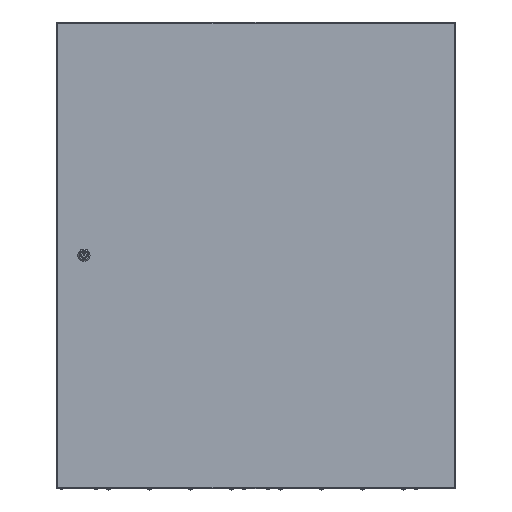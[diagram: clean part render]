
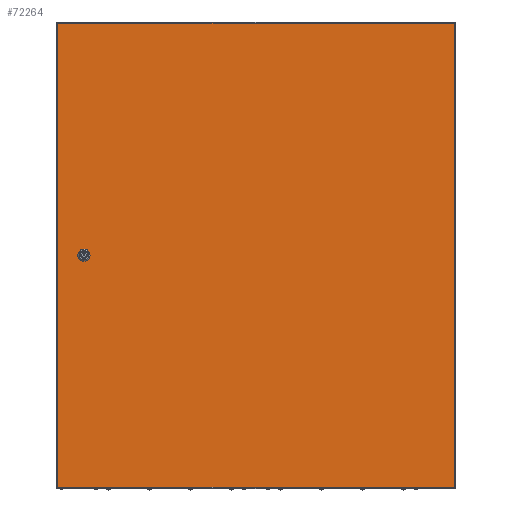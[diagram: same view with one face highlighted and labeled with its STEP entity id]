
A CAD part, top view. The second image highlights one B-rep face of the part: STEP entity #72264.
In plain terms, the highlighted planar face has unit normal (0, 0, 1).
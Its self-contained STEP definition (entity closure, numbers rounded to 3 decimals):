
#34 = DIRECTION ( 'NONE',  ( -1., 0., 0. ) ) ;
#3141 = EDGE_CURVE ( 'NONE', #50930, #50489, #65552, .T. ) ;
#4239 = EDGE_CURVE ( 'NONE', #68381, #58757, #61513, .T. ) ;
#6284 = ORIENTED_EDGE ( 'NONE', *, *, #79304, .T. ) ;
#8219 = ORIENTED_EDGE ( 'NONE', *, *, #10319, .F. ) ;
#9114 = CIRCLE ( 'NONE', #48982, 11.25 ) ;
#9958 = CARTESIAN_POINT ( 'NONE',  ( 0., 0., 17.5 ) ) ;
#10319 = EDGE_CURVE ( 'NONE', #68711, #22965, #16264, .T. ) ;
#10501 = DIRECTION ( 'NONE',  ( 0., 1., 0. ) ) ;
#10585 = CARTESIAN_POINT ( 'NONE',  ( 62.87, 535., 17.5 ) ) ;
#10646 = CARTESIAN_POINT ( 'NONE',  ( 2.87, 1067., 17.5 ) ) ;
#11386 = VECTOR ( 'NONE', #62547, 1000. ) ;
#11723 = ORIENTED_EDGE ( 'NONE', *, *, #28787, .F. ) ;
#11975 = CARTESIAN_POINT ( 'NONE',  ( 62.87, 535., 17.5 ) ) ;
#13074 = DIRECTION ( 'NONE',  ( 1., 0., 0. ) ) ;
#14096 = DIRECTION ( 'NONE',  ( 1., 0., 0. ) ) ;
#15668 = CARTESIAN_POINT ( 'NONE',  ( 2.87, 3., 17.5 ) ) ;
#16024 = DIRECTION ( 'NONE',  ( 1., 0., 0. ) ) ;
#16250 = FACE_BOUND ( 'NONE', #31633, .T. ) ;
#16264 = CIRCLE ( 'NONE', #24195, 11.25 ) ;
#16819 = CARTESIAN_POINT ( 'NONE',  ( 52.82, 529.944, 17.5 ) ) ;
#17834 = CARTESIAN_POINT ( 'NONE',  ( 2.87, 1067., 17.5 ) ) ;
#19097 = EDGE_CURVE ( 'NONE', #50489, #68711, #55826, .T. ) ;
#19125 = VECTOR ( 'NONE', #13074, 1000. ) ;
#21183 = VECTOR ( 'NONE', #34, 1000. ) ;
#22965 = VERTEX_POINT ( 'NONE', #52034 ) ;
#23531 = VERTEX_POINT ( 'NONE', #59090 ) ;
#24195 = AXIS2_PLACEMENT_3D ( 'NONE', #11975, #31108, #46038 ) ;
#24314 = VECTOR ( 'NONE', #41486, 1000. ) ;
#26500 = AXIS2_PLACEMENT_3D ( 'NONE', #45693, #71069, #14096 ) ;
#27428 = EDGE_CURVE ( 'NONE', #33737, #49339, #37662, .T. ) ;
#28512 = ORIENTED_EDGE ( 'NONE', *, *, #27428, .F. ) ;
#28787 = EDGE_CURVE ( 'NONE', #22965, #45339, #37175, .T. ) ;
#29127 = PLANE ( 'NONE',  #48871 ) ;
#30070 = CARTESIAN_POINT ( 'NONE',  ( 72.92, 529.944, 17.5 ) ) ;
#30201 = CARTESIAN_POINT ( 'NONE',  ( 67.926, 545.05, 17.5 ) ) ;
#30693 = LINE ( 'NONE', #17834, #77962 ) ;
#31108 = DIRECTION ( 'NONE',  ( 0., 0., 1. ) ) ;
#31633 = EDGE_LOOP ( 'NONE', ( #35342, #55559, #48105, #28512, #75851, #11723, #8219, #55273 ) ) ;
#33737 = VERTEX_POINT ( 'NONE', #76807 ) ;
#33813 = EDGE_CURVE ( 'NONE', #66140, #50930, #59303, .T. ) ;
#35021 = AXIS2_PLACEMENT_3D ( 'NONE', #45326, #46131, #71503 ) ;
#35078 = ORIENTED_EDGE ( 'NONE', *, *, #4239, .T. ) ;
#35342 = ORIENTED_EDGE ( 'NONE', *, *, #3141, .F. ) ;
#35988 = DIRECTION ( 'NONE',  ( 0., 0., 1. ) ) ;
#37175 = LINE ( 'NONE', #16819, #11386 ) ;
#37662 = LINE ( 'NONE', #38871, #19125 ) ;
#37793 = CARTESIAN_POINT ( 'NONE',  ( 57.814, 545.05, 17.5 ) ) ;
#38871 = CARTESIAN_POINT ( 'NONE',  ( 67.926, 524.95, 17.5 ) ) ;
#38962 = VECTOR ( 'NONE', #16024, 1000. ) ;
#41486 = DIRECTION ( 'NONE',  ( 0., 1., 0. ) ) ;
#42001 = FACE_OUTER_BOUND ( 'NONE', #55478, .T. ) ;
#42037 = CARTESIAN_POINT ( 'NONE',  ( 912.37, 1067., 17.5 ) ) ;
#42707 = CARTESIAN_POINT ( 'NONE',  ( 912.37, 1067., 17.5 ) ) ;
#43601 = DIRECTION ( 'NONE',  ( 0., -1., 0. ) ) ;
#44806 = CARTESIAN_POINT ( 'NONE',  ( 72.92, 529.944, 17.5 ) ) ;
#44877 = EDGE_CURVE ( 'NONE', #49339, #66140, #9114, .T. ) ;
#45326 = CARTESIAN_POINT ( 'NONE',  ( 62.87, 535., 17.5 ) ) ;
#45339 = VERTEX_POINT ( 'NONE', #57775 ) ;
#45693 = CARTESIAN_POINT ( 'NONE',  ( 62.87, 535., 17.5 ) ) ;
#46038 = DIRECTION ( 'NONE',  ( 1., 0., 0. ) ) ;
#46131 = DIRECTION ( 'NONE',  ( 0., 0., 1. ) ) ;
#47203 = VECTOR ( 'NONE', #10501, 1000. ) ;
#47611 = LINE ( 'NONE', #53026, #38962 ) ;
#48105 = ORIENTED_EDGE ( 'NONE', *, *, #44877, .F. ) ;
#48871 = AXIS2_PLACEMENT_3D ( 'NONE', #9958, #49456, #66572 ) ;
#48982 = AXIS2_PLACEMENT_3D ( 'NONE', #10585, #35988, #80478 ) ;
#49339 = VERTEX_POINT ( 'NONE', #67966 ) ;
#49456 = DIRECTION ( 'NONE',  ( 0., 0., 1. ) ) ;
#50489 = VERTEX_POINT ( 'NONE', #30201 ) ;
#50930 = VERTEX_POINT ( 'NONE', #65333 ) ;
#51374 = VECTOR ( 'NONE', #43601, 1000. ) ;
#52034 = CARTESIAN_POINT ( 'NONE',  ( 52.82, 540.056, 17.5 ) ) ;
#53026 = CARTESIAN_POINT ( 'NONE',  ( 2.87, 3., 17.5 ) ) ;
#53943 = VERTEX_POINT ( 'NONE', #42037 ) ;
#55273 = ORIENTED_EDGE ( 'NONE', *, *, #19097, .F. ) ;
#55478 = EDGE_LOOP ( 'NONE', ( #35078, #60470, #70731, #6284 ) ) ;
#55559 = ORIENTED_EDGE ( 'NONE', *, *, #33813, .F. ) ;
#55826 = LINE ( 'NONE', #63730, #21183 ) ;
#56872 = DIRECTION ( 'NONE',  ( -1., 0., 0. ) ) ;
#57775 = CARTESIAN_POINT ( 'NONE',  ( 52.82, 529.944, 17.5 ) ) ;
#58757 = VERTEX_POINT ( 'NONE', #15668 ) ;
#59090 = CARTESIAN_POINT ( 'NONE',  ( 912.37, 3., 17.5 ) ) ;
#59303 = LINE ( 'NONE', #30070, #47203 ) ;
#60470 = ORIENTED_EDGE ( 'NONE', *, *, #69265, .T. ) ;
#61513 = LINE ( 'NONE', #82277, #51374 ) ;
#61847 = LINE ( 'NONE', #42707, #24314 ) ;
#62547 = DIRECTION ( 'NONE',  ( 0., -1., 0. ) ) ;
#63730 = CARTESIAN_POINT ( 'NONE',  ( 67.926, 545.05, 17.5 ) ) ;
#65333 = CARTESIAN_POINT ( 'NONE',  ( 72.92, 540.056, 17.5 ) ) ;
#65552 = CIRCLE ( 'NONE', #35021, 11.25 ) ;
#66140 = VERTEX_POINT ( 'NONE', #44806 ) ;
#66572 = DIRECTION ( 'NONE',  ( 1., 0., 0. ) ) ;
#67966 = CARTESIAN_POINT ( 'NONE',  ( 67.926, 524.95, 17.5 ) ) ;
#68381 = VERTEX_POINT ( 'NONE', #10646 ) ;
#68711 = VERTEX_POINT ( 'NONE', #37793 ) ;
#69265 = EDGE_CURVE ( 'NONE', #58757, #23531, #47611, .T. ) ;
#69843 = EDGE_CURVE ( 'NONE', #23531, #53943, #61847, .T. ) ;
#70731 = ORIENTED_EDGE ( 'NONE', *, *, #69843, .T. ) ;
#71069 = DIRECTION ( 'NONE',  ( 0., 0., 1. ) ) ;
#71503 = DIRECTION ( 'NONE',  ( 1., 0., 0. ) ) ;
#72264 = ADVANCED_FACE ( 'NONE', ( #16250, #42001 ), #29127, .T. ) ;
#73198 = EDGE_CURVE ( 'NONE', #45339, #33737, #78221, .T. ) ;
#75851 = ORIENTED_EDGE ( 'NONE', *, *, #73198, .F. ) ;
#76807 = CARTESIAN_POINT ( 'NONE',  ( 57.814, 524.95, 17.5 ) ) ;
#77962 = VECTOR ( 'NONE', #56872, 1000. ) ;
#78221 = CIRCLE ( 'NONE', #26500, 11.25 ) ;
#79304 = EDGE_CURVE ( 'NONE', #53943, #68381, #30693, .T. ) ;
#80478 = DIRECTION ( 'NONE',  ( 1., 0., 0. ) ) ;
#82277 = CARTESIAN_POINT ( 'NONE',  ( 2.87, 1067., 17.5 ) ) ;
